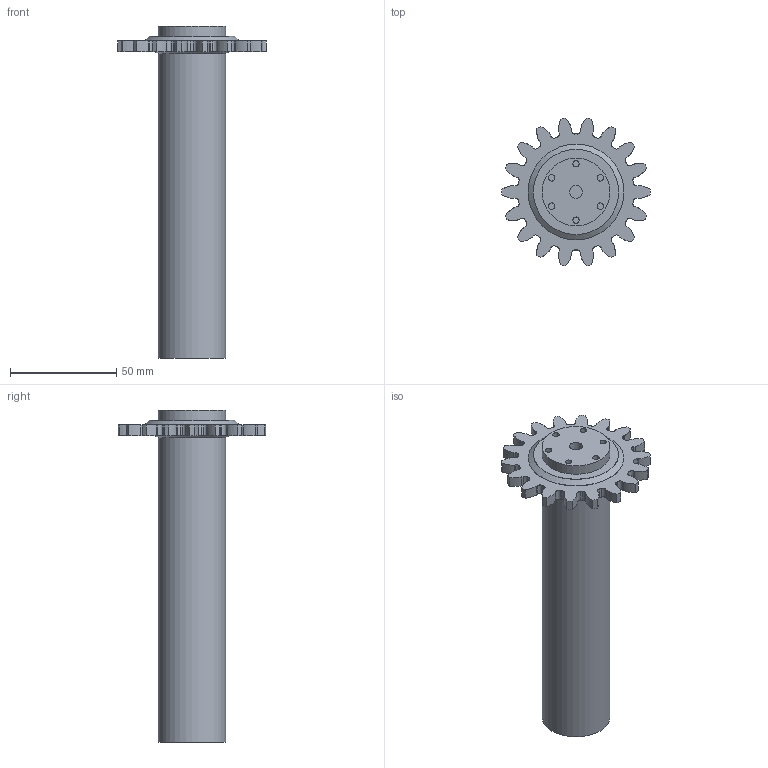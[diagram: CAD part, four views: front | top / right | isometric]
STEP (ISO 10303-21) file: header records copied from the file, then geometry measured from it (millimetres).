
FILE_DESCRIPTION(/* description */ ('','CAx-IF Rec.Pracs.---Representation and Presentation of Product Manufacturing Information (PMI)---4.0---2014-10-13'),/* implementation_level */ '2;1');
FILE_NAME(/* name */ 'gear stamp improved x2.step',/* time_stamp */ '2025-02-21T11:27:38+08:00',/* author */ (''),/* organization */ (''),/* preprocessor_version */ 'ST-DEVELOPER v20',/* originating_system */ 'Autodesk Translation Framework v13.20.0.188',/* authorisation */ '');
FILE_SCHEMA (('AP203_CONFIGURATION_CONTROLLED_3D_DESIGN_OF_MECHANICAL_PARTS_AND_ASSEMBLIES_MIM_LF { 1 0 10303 203 3 1 4 }','PROCESS_PLANNING_SCHEMA','AP242_MANAGED_MODEL_BASED_3D_ENGINEERING_MIM_LF { 1 0 10303 442 1 1 4 }'));
Length unit declared in the file: millimetre
Products named in the file (3): redirection of arm test rig latest; Spur Gear (18 teeth); flange connector v2
Assembly tree (2 placements, depth 2):
  redirection of arm test rig latest
    Spur Gear (18 teeth)
    flange connector v2
Bounding box: 70 x 69.31 x 156 mm (x, y, z)
Volume: 126483.1 mm3; surface area: 34623.5 mm2
Topology: 1 solids, 1 shells, 184 faces, 490 edges, 326 vertices
Faces by surface type: cylinder 90, plane 56, bspline 36, torus 1, cone 1
Full cylindrical faces by diameter (mm): 3 x12, 6 x2, 31.9 x2, 40 x1, 45 x1
Entity records: 16449 total; most frequent: CARTESIAN_POINT 11877, ORIENTED_EDGE 980, DIRECTION 907, EDGE_CURVE 490, AXIS2_PLACEMENT_3D 336, VERTEX_POINT 326, LINE 235, VECTOR 235
